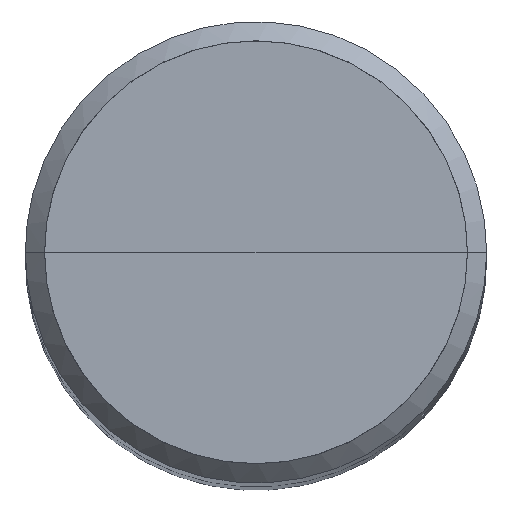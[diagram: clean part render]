
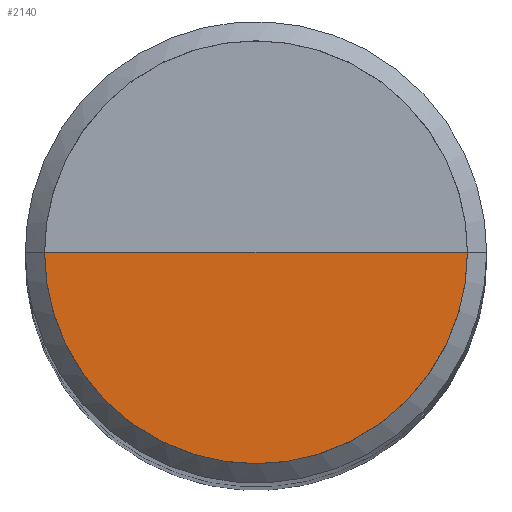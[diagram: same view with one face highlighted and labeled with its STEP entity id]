
A CAD part, top view. The second image highlights one B-rep face of the part: STEP entity #2140.
In plain terms, the highlighted free-form (B-spline) face has degree [1, 2] with [2, 5] control points.
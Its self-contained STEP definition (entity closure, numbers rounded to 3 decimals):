
#1831=CARTESIAN_POINT('',(5.5,0.0,57.0));
#1835=CARTESIAN_POINT('',(-5.5,0.0,57.0));
#1836=CARTESIAN_POINT('',(0.0,0.0,57.0));
#1840=CARTESIAN_POINT('',(-5.5,-5.5,57.0));
#1841=CARTESIAN_POINT('',(0.0,-5.5,57.0));
#1842=CARTESIAN_POINT('',(5.5,-5.5,57.0));
#2125=(
BOUNDED_SURFACE()
B_SPLINE_SURFACE(1,2,(
(#1835,#1840,#1841,#1842,#1831),
(#1836,#1836,#1836,#1836,#1836)
), .UNSPECIFIED.,.F.,.F.,.F.)
B_SPLINE_SURFACE_WITH_KNOTS((2,2),(3,2,3),(
0.0,1.0),(
0.0,0.5,1.0), .UNSPECIFIED.)
GEOMETRIC_REPRESENTATION_ITEM()
RATIONAL_B_SPLINE_SURFACE(((1.0,0.707,1.0,0.707,1.0),
(1.0,0.707,1.0,0.707,1.0)
))
REPRESENTATION_ITEM('')
SURFACE()
);
#2126=(
BOUNDED_CURVE()
B_SPLINE_CURVE(1,(#1836,#1831),.UNSPECIFIED.,.F.,.F.)
B_SPLINE_CURVE_WITH_KNOTS((2,2),
(0.0,1.0),.UNSPECIFIED.)
CURVE()
GEOMETRIC_REPRESENTATION_ITEM()
RATIONAL_B_SPLINE_CURVE((1.0,1.0))
REPRESENTATION_ITEM('')
);
#2127=(
BOUNDED_CURVE()
B_SPLINE_CURVE(2,(#1831,#1842,#1841,#1840,#1835),.UNSPECIFIED.,.F.,.F.)
B_SPLINE_CURVE_WITH_KNOTS((3,2,3),
(0.0,0.5,1.0),.UNSPECIFIED.)
CURVE()
GEOMETRIC_REPRESENTATION_ITEM()
RATIONAL_B_SPLINE_CURVE((1.0,0.707,1.0,0.707,1.0))
REPRESENTATION_ITEM('')
);
#2128=(
BOUNDED_CURVE()
B_SPLINE_CURVE(1,(#1835,#1836),.UNSPECIFIED.,.F.,.F.)
B_SPLINE_CURVE_WITH_KNOTS((2,2),
(0.0,1.0),.UNSPECIFIED.)
CURVE()
GEOMETRIC_REPRESENTATION_ITEM()
RATIONAL_B_SPLINE_CURVE((1.0,1.0))
REPRESENTATION_ITEM('')
);
#2129=VERTEX_POINT('',#1831);
#2130=VERTEX_POINT('',#1835);
#2131=VERTEX_POINT('',#1836);
#2132=EDGE_CURVE('',#2131,#2129,#2126,.T.);
#2133=EDGE_CURVE('',#2129,#2130,#2127,.T.);
#2134=EDGE_CURVE('',#2130,#2131,#2128,.T.);
#2135=ORIENTED_EDGE('',*,*,#2132,.T.);
#2136=ORIENTED_EDGE('',*,*,#2133,.T.);
#2137=ORIENTED_EDGE('',*,*,#2134,.T.);
#2138=EDGE_LOOP('',(#2135,#2136,#2137));
#2139=FACE_OUTER_BOUND('',#2138,.T.);
#2140=ADVANCED_FACE('',(#2139),#2125,.T.);
